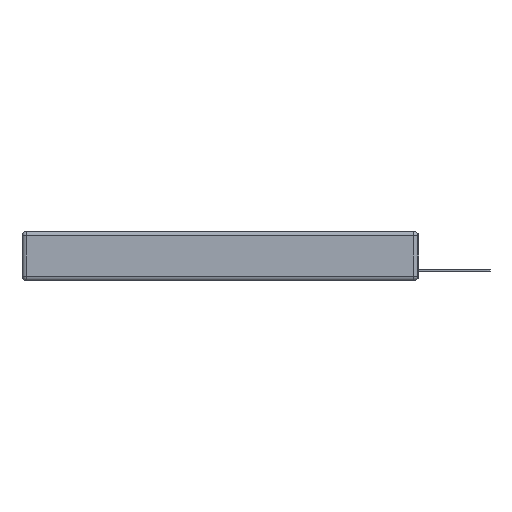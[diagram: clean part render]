
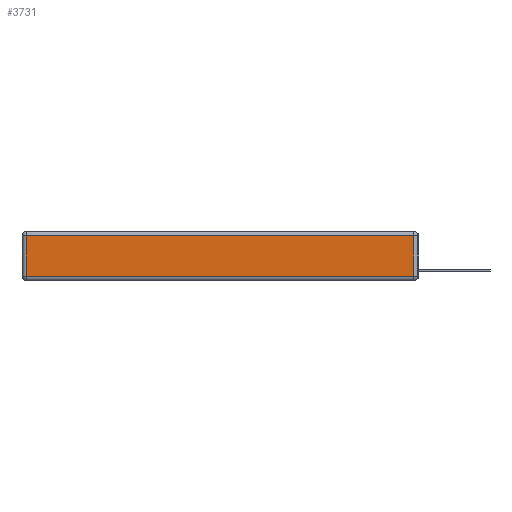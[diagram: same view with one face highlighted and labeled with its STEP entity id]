
A CAD part, left-side view. The second image highlights one B-rep face of the part: STEP entity #3731.
In plain terms, the highlighted planar face has unit normal (-1, 0, 0).
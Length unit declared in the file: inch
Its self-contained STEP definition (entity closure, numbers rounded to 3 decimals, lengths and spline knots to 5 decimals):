
#142 = EDGE_CURVE ( 'NONE', #11637, #2166, #20043, .T. ) ;
#1045 = LINE ( 'NONE', #27464, #21715 ) ;
#1263 = VERTEX_POINT ( 'NONE', #15175 ) ;
#1367 = DIRECTION ( 'NONE',  ( 0., -1., 0. ) ) ;
#1398 = DIRECTION ( 'NONE',  ( 0., 1., 0. ) ) ;
#2166 = VERTEX_POINT ( 'NONE', #21144 ) ;
#3150 = CARTESIAN_POINT ( 'NONE',  ( 0., 0.03, -0.03 ) ) ;
#3710 = VECTOR ( 'NONE', #1367, 39.37008 ) ;
#3731 = ADVANCED_FACE ( 'NONE', ( #17081 ), #28320, .T. ) ;
#5446 = CARTESIAN_POINT ( 'NONE',  ( 0., 2.75, -0.03 ) ) ;
#6001 = VECTOR ( 'NONE', #28306, 39.37008 ) ;
#6374 = EDGE_CURVE ( 'NONE', #2166, #1263, #1045, .T. ) ;
#9997 = AXIS2_PLACEMENT_3D ( 'NONE', #21558, #15186, #26002 ) ;
#11054 = VERTEX_POINT ( 'NONE', #27329 ) ;
#11637 = VERTEX_POINT ( 'NONE', #3150 ) ;
#11781 = ORIENTED_EDGE ( 'NONE', *, *, #6374, .T. ) ;
#13698 = EDGE_CURVE ( 'NONE', #11054, #11637, #24875, .T. ) ;
#14193 = VECTOR ( 'NONE', #1398, 39.37008 ) ;
#15175 = CARTESIAN_POINT ( 'NONE',  ( 0., 2.72, -0.313 ) ) ;
#15186 = DIRECTION ( 'NONE',  ( -1., 0., 0. ) ) ;
#16199 = EDGE_LOOP ( 'NONE', ( #24666, #21579, #24656, #11781 ) ) ;
#17081 = FACE_OUTER_BOUND ( 'NONE', #16199, .T. ) ;
#20043 = LINE ( 'NONE', #5446, #14193 ) ;
#20703 = EDGE_CURVE ( 'NONE', #1263, #11054, #21658, .T. ) ;
#21144 = CARTESIAN_POINT ( 'NONE',  ( 0., 2.72, -0.03 ) ) ;
#21558 = CARTESIAN_POINT ( 'NONE',  ( 0., 0., -0.343 ) ) ;
#21579 = ORIENTED_EDGE ( 'NONE', *, *, #13698, .T. ) ;
#21658 = LINE ( 'NONE', #27462, #3710 ) ;
#21715 = VECTOR ( 'NONE', #23572, 39.37008 ) ;
#23572 = DIRECTION ( 'NONE',  ( 0., 0., -1. ) ) ;
#24656 = ORIENTED_EDGE ( 'NONE', *, *, #142, .T. ) ;
#24666 = ORIENTED_EDGE ( 'NONE', *, *, #20703, .T. ) ;
#24875 = LINE ( 'NONE', #28024, #6001 ) ;
#26002 = DIRECTION ( 'NONE',  ( 0., 0., 1. ) ) ;
#27329 = CARTESIAN_POINT ( 'NONE',  ( 0., 0.03, -0.313 ) ) ;
#27462 = CARTESIAN_POINT ( 'NONE',  ( 0., 0., -0.313 ) ) ;
#27464 = CARTESIAN_POINT ( 'NONE',  ( 0., 2.72, -0.343 ) ) ;
#28024 = CARTESIAN_POINT ( 'NONE',  ( 0., 0.03, -0.343 ) ) ;
#28306 = DIRECTION ( 'NONE',  ( 0., 0., 1. ) ) ;
#28320 = PLANE ( 'NONE',  #9997 ) ;
